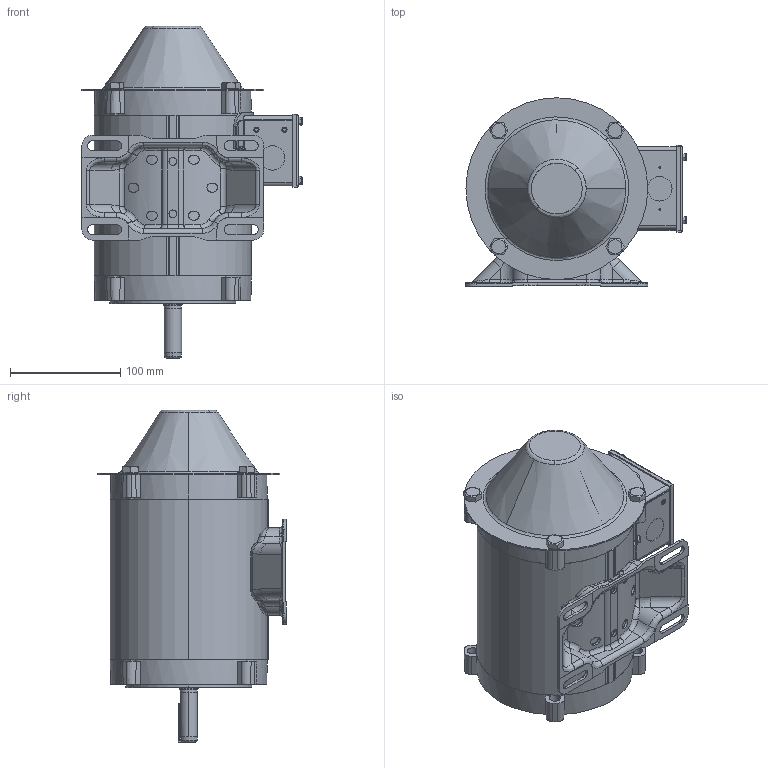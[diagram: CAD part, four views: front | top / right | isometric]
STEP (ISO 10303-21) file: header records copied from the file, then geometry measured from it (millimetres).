
FILE_DESCRIPTION (( 'STEP AP214' ), '1' );
FILE_NAME ('SS403151-575_Rev02.STEP', '2022-01-04T16:06:13', ( '' ), ( '' ), 'SwSTEP 2.0', 'SolidWorks 2017', '' );
FILE_SCHEMA (( 'AUTOMOTIVE_DESIGN' ));
Length unit declared in the file: inch
Products named in the file (1): SS403151-575_Rev02
Bounding box: 199.87 x 170.94 x 301.5 mm (x, y, z)
Volume: 538351.6 mm3; surface area: 447102.8 mm2
Topology: 23 solids, 23 shells, 2386 faces, 6003 edges, 3716 vertices
Faces by surface type: plane 843, bspline 604, cylinder 556, cone 383
Entity records: 100160 total; most frequent: CARTESIAN_POINT 46837, ORIENTED_EDGE 11958, DIRECTION 9983, EDGE_CURVE 5979, AXIS2_PLACEMENT_3D 3882, VERTEX_POINT 3716, EDGE_LOOP 2575, FACE_OUTER_BOUND 2386
